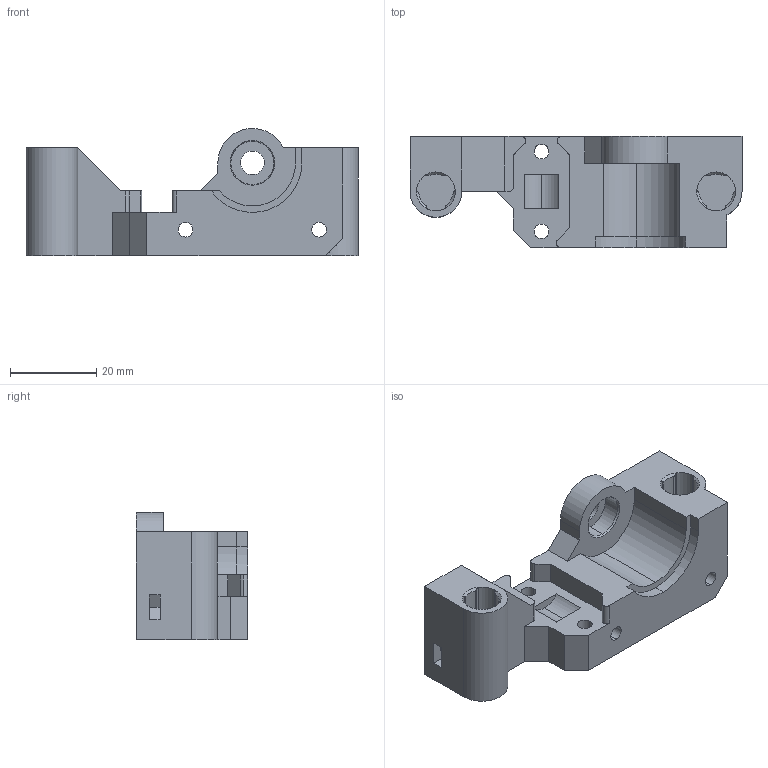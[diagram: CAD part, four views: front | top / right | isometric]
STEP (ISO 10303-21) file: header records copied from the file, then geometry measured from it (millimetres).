
FILE_DESCRIPTION (( 'STEP AP203' ), '1' );
FILE_NAME ('TR_z_axis_bottom_part_v1_0.STEP', '2018-05-17T18:46:09', ( '' ), ( '' ), 'SwSTEP 2.0', 'SolidWorks 2017', '' );
FILE_SCHEMA (( 'CONFIG_CONTROL_DESIGN' ));
Length unit declared in the file: millimetre
Products named in the file (1): TR_z_axis_bottom_part_v1_0
Bounding box: 77 x 25.75 x 29.49 mm (x, y, z)
Volume: 27749.4 mm3; surface area: 10230.2 mm2
Topology: 1 solids, 1 shells, 140 faces, 369 edges, 241 vertices
Faces by surface type: cylinder 81, plane 49, cone 10
Entity records: 4540 total; most frequent: CARTESIAN_POINT 898, DIRECTION 760, ORIENTED_EDGE 738, EDGE_CURVE 369, AXIS2_PLACEMENT_3D 283, VERTEX_POINT 241, VECTOR 194, LINE 194
